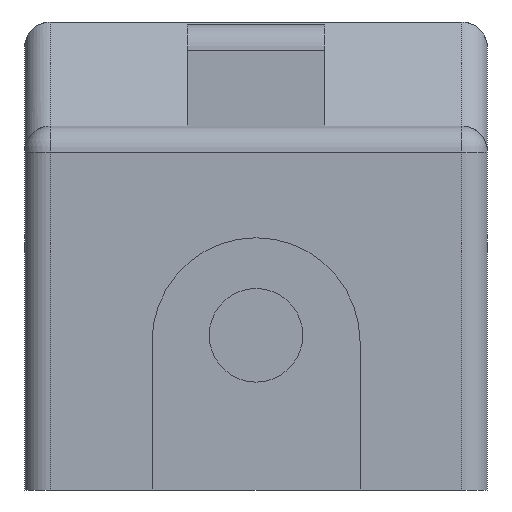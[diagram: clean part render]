
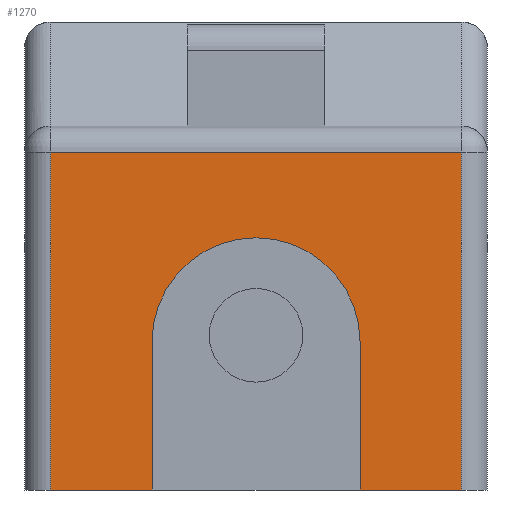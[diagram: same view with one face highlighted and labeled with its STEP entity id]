
A CAD part, front view. The second image highlights one B-rep face of the part: STEP entity #1270.
In plain terms, the highlighted planar face has unit normal (0, -1, 0).
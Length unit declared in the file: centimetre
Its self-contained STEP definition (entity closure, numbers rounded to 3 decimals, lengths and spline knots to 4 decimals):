
#311=VERTEX_POINT('',#5374);
#312=VERTEX_POINT('',#5376);
#314=VERTEX_POINT('',#5382);
#316=VERTEX_POINT('',#5388);
#396=VERTEX_POINT('',#5626);
#397=VERTEX_POINT('',#5628);
#414=VERTEX_POINT('',#5675);
#415=VERTEX_POINT('',#5682);
#433=EDGE_CURVE('',#312,#311,#1423,.T.);
#437=EDGE_CURVE('',#311,#314,#2526,.T.);
#439=EDGE_CURVE('',#316,#312,#2528,.T.);
#557=EDGE_CURVE('',#314,#396,#2609,.T.);
#558=EDGE_CURVE('',#397,#316,#2609,.T.);
#584=EDGE_CURVE('',#397,#414,#2624,.T.);
#590=EDGE_CURVE('',#415,#396,#2627,.T.);
#598=EDGE_CURVE('',#414,#415,#2633,.T.);
#988=ORIENTED_EDGE('',*,*,#437,.T.);
#989=ORIENTED_EDGE('',*,*,#557,.T.);
#990=ORIENTED_EDGE('',*,*,#590,.F.);
#991=ORIENTED_EDGE('',*,*,#598,.F.);
#992=ORIENTED_EDGE('',*,*,#584,.F.);
#993=ORIENTED_EDGE('',*,*,#558,.T.);
#994=ORIENTED_EDGE('',*,*,#439,.T.);
#995=ORIENTED_EDGE('',*,*,#433,.T.);
#1092=EDGE_LOOP('',(#988,#989,#990,#991,#992,#993,#994,#995));
#1189=FACE_BOUND('',#1092,.T.);
#1270=ADVANCED_FACE('',(#1189),#4196,.T.);
#1423=CIRCLE('',#3709,0.4);
#2526=LINE('',#5383,#4024);
#2528=LINE('',#5387,#4026);
#2609=LINE('',#5627,#4107);
#2624=LINE('',#5678,#4122);
#2627=LINE('',#5688,#4125);
#2633=LINE('',#5703,#4131);
#3709=AXIS2_PLACEMENT_3D('',#5375,#4508,#4509);
#3835=AXIS2_PLACEMENT_3D('',#5744,#4851,$);
#4024=VECTOR('',#4514,1.);
#4026=VECTOR('',#4517,1.);
#4107=VECTOR('',#4730,1.);
#4122=VECTOR('',#4780,1.);
#4125=VECTOR('',#4793,1.);
#4131=VECTOR('',#4811,1.);
#4196=PLANE('',#3835);
#4508=DIRECTION('',(0.,1.,0.));
#4509=DIRECTION('',(0.4,0.,0.));
#4514=DIRECTION('',(0.,0.,-1.));
#4517=DIRECTION('',(0.,0.,1.));
#4730=DIRECTION('',(1.,0.,0.));
#4780=DIRECTION('',(0.,0.,1.));
#4793=DIRECTION('',(0.,0.,-1.));
#4811=DIRECTION('',(1.,0.,0.));
#4851=DIRECTION('',(0.,-1.,0.));
#5374=CARTESIAN_POINT('',(-0.49,0.,0.57));
#5375=CARTESIAN_POINT('',(-0.89,0.,0.57));
#5376=CARTESIAN_POINT('',(-1.29,0.,0.57));
#5382=CARTESIAN_POINT('',(-0.49,0.,0.));
#5383=CARTESIAN_POINT('',(-0.49,0.,0.1425));
#5387=CARTESIAN_POINT('',(-1.29,0.,0.1425));
#5388=CARTESIAN_POINT('',(-1.29,0.,0.));
#5626=CARTESIAN_POINT('',(-0.1,0.,0.));
#5627=CARTESIAN_POINT('',(-1.78,0.,0.));
#5628=CARTESIAN_POINT('',(-1.68,0.,0.));
#5675=CARTESIAN_POINT('',(-1.68,0.,1.3));
#5678=CARTESIAN_POINT('',(-1.68,0.,0.));
#5682=CARTESIAN_POINT('',(-0.1,0.,1.3));
#5688=CARTESIAN_POINT('',(-0.1,0.,0.));
#5703=CARTESIAN_POINT('',(-0.89,0.,1.3));
#5744=CARTESIAN_POINT('',(-0.89,0.,0.));
